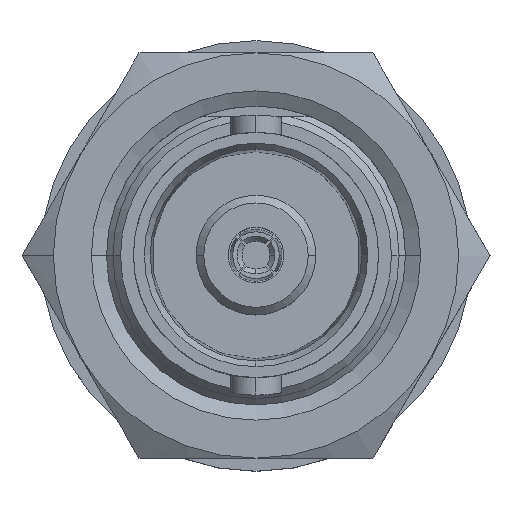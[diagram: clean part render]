
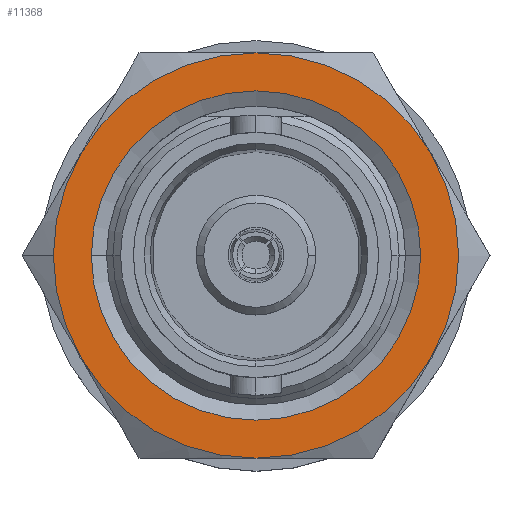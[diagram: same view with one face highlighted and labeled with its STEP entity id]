
A CAD part, top view. The second image highlights one B-rep face of the part: STEP entity #11368.
In plain terms, the highlighted planar face has unit normal (0, 0, 1).
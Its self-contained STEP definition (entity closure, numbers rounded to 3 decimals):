
#484 = DIRECTION ( 'NONE',  ( 0., 0., 1. ) ) ;
#821 = AXIS2_PLACEMENT_3D ( 'NONE', #7419, #484, #8592 ) ;
#990 = EDGE_CURVE ( 'NONE', #9425, #5626, #13257, .T. ) ;
#1109 = VERTEX_POINT ( 'NONE', #4760 ) ;
#1534 = DIRECTION ( 'NONE',  ( 0., 0., 1. ) ) ;
#1925 = DIRECTION ( 'NONE',  ( 0., 0., 1. ) ) ;
#2072 = CIRCLE ( 'NONE', #821, 6.5 ) ;
#2373 = DIRECTION ( 'NONE',  ( 0., 0., 1. ) ) ;
#2480 = AXIS2_PLACEMENT_3D ( 'NONE', #12070, #5097, #13246 ) ;
#2606 = AXIS2_PLACEMENT_3D ( 'NONE', #9325, #2373, #10494 ) ;
#2658 = AXIS2_PLACEMENT_3D ( 'NONE', #12719, #5732, #13889 ) ;
#2932 = CARTESIAN_POINT ( 'NONE',  ( -8., 0., -12.1 ) ) ;
#3043 = CARTESIAN_POINT ( 'NONE',  ( -6.5, 0., -12.1 ) ) ;
#3505 = EDGE_CURVE ( 'NONE', #9769, #10754, #14727, .T. ) ;
#3787 = ORIENTED_EDGE ( 'NONE', *, *, #990, .T. ) ;
#3971 = EDGE_LOOP ( 'NONE', ( #11509, #11434 ) ) ;
#4108 = DIRECTION ( 'NONE',  ( -1., 0., 0. ) ) ;
#4233 = AXIS2_PLACEMENT_3D ( 'NONE', #12004, #5026, #13180 ) ;
#4251 = DIRECTION ( 'NONE',  ( 0., 0., 1. ) ) ;
#4590 = CIRCLE ( 'NONE', #12084, 8. ) ;
#4760 = CARTESIAN_POINT ( 'NONE',  ( 0., 8., -12.1 ) ) ;
#4910 = EDGE_CURVE ( 'NONE', #7030, #9284, #6358, .T. ) ;
#4916 = CARTESIAN_POINT ( 'NONE',  ( 0., -8., -12.1 ) ) ;
#5026 = DIRECTION ( 'NONE',  ( 0., 0., 1. ) ) ;
#5030 = AXIS2_PLACEMENT_3D ( 'NONE', #8487, #1534, #9655 ) ;
#5097 = DIRECTION ( 'NONE',  ( 0., 0., 1. ) ) ;
#5491 = CIRCLE ( 'NONE', #5030, 8. ) ;
#5603 = ORIENTED_EDGE ( 'NONE', *, *, #6648, .T. ) ;
#5626 = VERTEX_POINT ( 'NONE', #4916 ) ;
#5653 = AXIS2_PLACEMENT_3D ( 'NONE', #5950, #14107, #7118 ) ;
#5732 = DIRECTION ( 'NONE',  ( 0., 0., 1. ) ) ;
#5950 = CARTESIAN_POINT ( 'NONE',  ( 0., 0., -12.1 ) ) ;
#6358 = CIRCLE ( 'NONE', #2480, 6.5 ) ;
#6648 = EDGE_CURVE ( 'NONE', #1109, #9769, #14768, .T. ) ;
#7030 = VERTEX_POINT ( 'NONE', #13546 ) ;
#7118 = DIRECTION ( 'NONE',  ( 1., 0., 0. ) ) ;
#7419 = CARTESIAN_POINT ( 'NONE',  ( 0., 0., -12.1 ) ) ;
#7437 = EDGE_CURVE ( 'NONE', #9953, #1109, #4590, .T. ) ;
#8096 = ORIENTED_EDGE ( 'NONE', *, *, #3505, .T. ) ;
#8153 = EDGE_LOOP ( 'NONE', ( #14926, #5603, #8096, #12585, #3787, #9554, #12665 ) ) ;
#8209 = CIRCLE ( 'NONE', #4233, 8. ) ;
#8487 = CARTESIAN_POINT ( 'NONE',  ( 0., 0., -12.1 ) ) ;
#8592 = DIRECTION ( 'NONE',  ( 1., 0., 0. ) ) ;
#8845 = FACE_OUTER_BOUND ( 'NONE', #8153, .T. ) ;
#8865 = CARTESIAN_POINT ( 'NONE',  ( 0., 0., -12.1 ) ) ;
#8964 = VERTEX_POINT ( 'NONE', #14113 ) ;
#9101 = EDGE_CURVE ( 'NONE', #9284, #7030, #2072, .T. ) ;
#9284 = VERTEX_POINT ( 'NONE', #3043 ) ;
#9325 = CARTESIAN_POINT ( 'NONE',  ( 0., 0., -12.1 ) ) ;
#9356 = CARTESIAN_POINT ( 'NONE',  ( -6.928, -4., -12.1 ) ) ;
#9425 = VERTEX_POINT ( 'NONE', #9356 ) ;
#9550 = EDGE_CURVE ( 'NONE', #10754, #9425, #5491, .T. ) ;
#9554 = ORIENTED_EDGE ( 'NONE', *, *, #9563, .T. ) ;
#9563 = EDGE_CURVE ( 'NONE', #5626, #8964, #8209, .T. ) ;
#9575 = CIRCLE ( 'NONE', #10539, 8. ) ;
#9655 = DIRECTION ( 'NONE',  ( 1., 0., 0. ) ) ;
#9769 = VERTEX_POINT ( 'NONE', #10099 ) ;
#9953 = VERTEX_POINT ( 'NONE', #11556 ) ;
#10045 = DIRECTION ( 'NONE',  ( 1., 0., 0. ) ) ;
#10099 = CARTESIAN_POINT ( 'NONE',  ( -6.928, 4., -12.1 ) ) ;
#10494 = DIRECTION ( 'NONE',  ( 1., 0., 0. ) ) ;
#10539 = AXIS2_PLACEMENT_3D ( 'NONE', #8865, #1925, #10045 ) ;
#10754 = VERTEX_POINT ( 'NONE', #14132 ) ;
#11094 = DIRECTION ( 'NONE',  ( 0., 0., -1. ) ) ;
#11248 = CARTESIAN_POINT ( 'NONE',  ( 0., 0., -12.1 ) ) ;
#11368 = ADVANCED_FACE ( 'NONE', ( #15056, #8845 ), #14501, .F. ) ;
#11411 = AXIS2_PLACEMENT_3D ( 'NONE', #2932, #11094, #4108 ) ;
#11434 = ORIENTED_EDGE ( 'NONE', *, *, #9101, .F. ) ;
#11509 = ORIENTED_EDGE ( 'NONE', *, *, #4910, .F. ) ;
#11556 = CARTESIAN_POINT ( 'NONE',  ( 6.928, 4., -12.1 ) ) ;
#11958 = EDGE_CURVE ( 'NONE', #8964, #9953, #9575, .T. ) ;
#12004 = CARTESIAN_POINT ( 'NONE',  ( 0., 0., -12.1 ) ) ;
#12070 = CARTESIAN_POINT ( 'NONE',  ( 0., 0., -12.1 ) ) ;
#12084 = AXIS2_PLACEMENT_3D ( 'NONE', #11248, #4251, #12430 ) ;
#12430 = DIRECTION ( 'NONE',  ( 1., 0., 0. ) ) ;
#12585 = ORIENTED_EDGE ( 'NONE', *, *, #9550, .T. ) ;
#12665 = ORIENTED_EDGE ( 'NONE', *, *, #11958, .T. ) ;
#12719 = CARTESIAN_POINT ( 'NONE',  ( 0., 0., -12.1 ) ) ;
#13180 = DIRECTION ( 'NONE',  ( 1., 0., 0. ) ) ;
#13246 = DIRECTION ( 'NONE',  ( 1., 0., 0. ) ) ;
#13257 = CIRCLE ( 'NONE', #2658, 8. ) ;
#13546 = CARTESIAN_POINT ( 'NONE',  ( 6.5, 0., -12.1 ) ) ;
#13889 = DIRECTION ( 'NONE',  ( 1., 0., 0. ) ) ;
#14107 = DIRECTION ( 'NONE',  ( 0., 0., 1. ) ) ;
#14113 = CARTESIAN_POINT ( 'NONE',  ( 6.928, -4., -12.1 ) ) ;
#14132 = CARTESIAN_POINT ( 'NONE',  ( -8., 0., -12.1 ) ) ;
#14501 = PLANE ( 'NONE',  #11411 ) ;
#14727 = CIRCLE ( 'NONE', #5653, 8. ) ;
#14768 = CIRCLE ( 'NONE', #2606, 8. ) ;
#14926 = ORIENTED_EDGE ( 'NONE', *, *, #7437, .T. ) ;
#15056 = FACE_BOUND ( 'NONE', #3971, .T. ) ;
